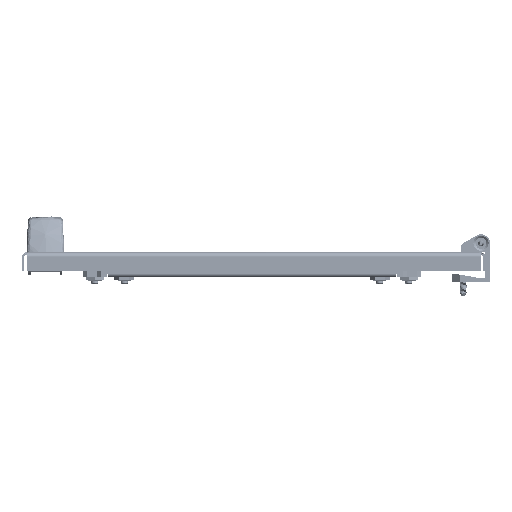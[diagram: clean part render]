
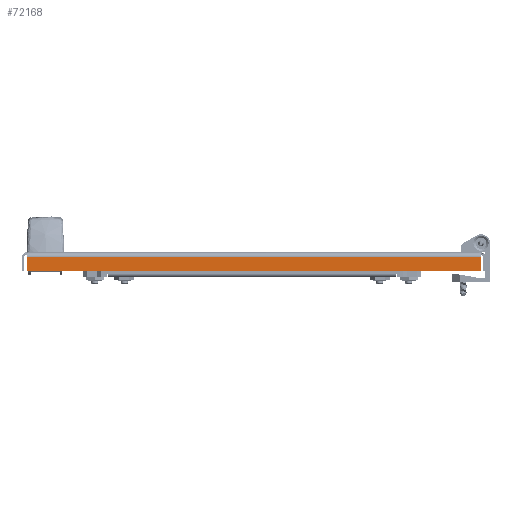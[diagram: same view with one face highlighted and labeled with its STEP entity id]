
A CAD part, front view. The second image highlights one B-rep face of the part: STEP entity #72168.
In plain terms, the highlighted planar face has unit normal (0, -1, 0).
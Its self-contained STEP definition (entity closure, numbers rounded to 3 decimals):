
#23 = CARTESIAN_POINT ( 'NONE',  ( -193., -695., -15.8 ) ) ;
#4125 = ORIENTED_EDGE ( 'NONE', *, *, #68859, .F. ) ;
#6125 = AXIS2_PLACEMENT_3D ( 'NONE', #19091, #6175, #84525 ) ;
#6139 = DIRECTION ( 'NONE',  ( -1., 0., 0. ) ) ;
#6175 = DIRECTION ( 'NONE',  ( 0., 1., 0. ) ) ;
#9801 = VECTOR ( 'NONE', #17997, 1000. ) ;
#11528 = LINE ( 'NONE', #37373, #9801 ) ;
#17997 = DIRECTION ( 'NONE',  ( 0., 0., 1. ) ) ;
#19091 = CARTESIAN_POINT ( 'NONE',  ( 0., -695., 0. ) ) ;
#20624 = VERTEX_POINT ( 'NONE', #73922 ) ;
#21307 = VECTOR ( 'NONE', #72540, 1000. ) ;
#22749 = VERTEX_POINT ( 'NONE', #33192 ) ;
#24681 = CARTESIAN_POINT ( 'NONE',  ( 195., -695., -15.8 ) ) ;
#31859 = EDGE_LOOP ( 'NONE', ( #53560, #34833, #46596, #4125 ) ) ;
#33192 = CARTESIAN_POINT ( 'NONE',  ( 193., -695., -4. ) ) ;
#34833 = ORIENTED_EDGE ( 'NONE', *, *, #35952, .F. ) ;
#35952 = EDGE_CURVE ( 'NONE', #20624, #22749, #44593, .T. ) ;
#37373 = CARTESIAN_POINT ( 'NONE',  ( -193., -695., 0. ) ) ;
#41661 = EDGE_CURVE ( 'NONE', #83832, #20624, #11528, .T. ) ;
#44593 = LINE ( 'NONE', #71699, #21307 ) ;
#44903 = LINE ( 'NONE', #24681, #46602 ) ;
#44940 = FACE_OUTER_BOUND ( 'NONE', #31859, .T. ) ;
#45887 = EDGE_CURVE ( 'NONE', #75663, #22749, #82221, .T. ) ;
#46596 = ORIENTED_EDGE ( 'NONE', *, *, #41661, .F. ) ;
#46602 = VECTOR ( 'NONE', #6139, 1000. ) ;
#53445 = CARTESIAN_POINT ( 'NONE',  ( 193., -695., -15.8 ) ) ;
#53560 = ORIENTED_EDGE ( 'NONE', *, *, #45887, .T. ) ;
#55556 = DIRECTION ( 'NONE',  ( 0., 0., 1. ) ) ;
#68859 = EDGE_CURVE ( 'NONE', #75663, #83832, #44903, .T. ) ;
#68888 = CARTESIAN_POINT ( 'NONE',  ( 193., -695., 0. ) ) ;
#70795 = VECTOR ( 'NONE', #55556, 1000. ) ;
#71699 = CARTESIAN_POINT ( 'NONE',  ( 0., -695., -4. ) ) ;
#72168 = ADVANCED_FACE ( 'NONE', ( #44940 ), #78067, .F. ) ;
#72540 = DIRECTION ( 'NONE',  ( 1., 0., 0. ) ) ;
#73922 = CARTESIAN_POINT ( 'NONE',  ( -193., -695., -4. ) ) ;
#75663 = VERTEX_POINT ( 'NONE', #53445 ) ;
#78067 = PLANE ( 'NONE',  #6125 ) ;
#82221 = LINE ( 'NONE', #68888, #70795 ) ;
#83832 = VERTEX_POINT ( 'NONE', #23 ) ;
#84525 = DIRECTION ( 'NONE',  ( 0., 0., 1. ) ) ;
